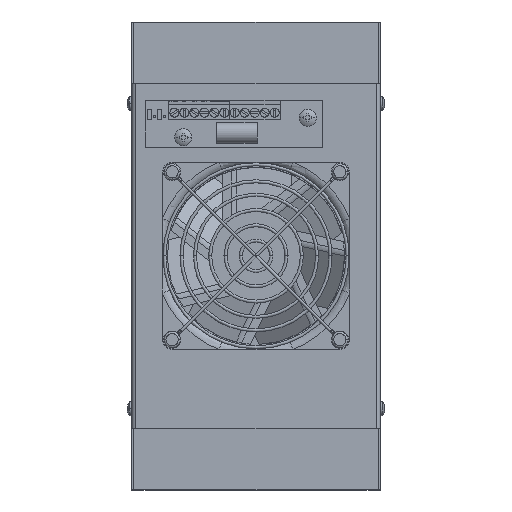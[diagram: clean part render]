
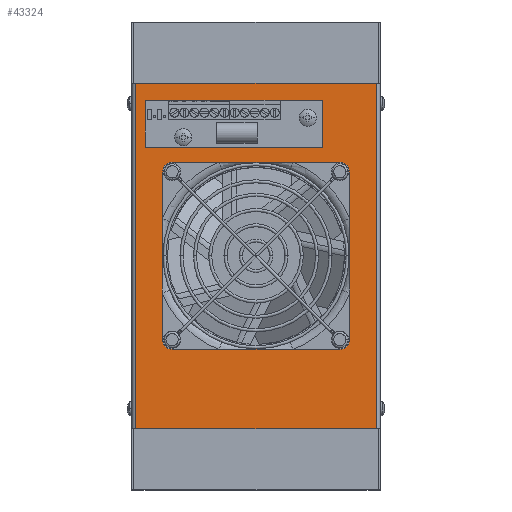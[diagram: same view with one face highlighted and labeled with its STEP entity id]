
A CAD part, top view. The second image highlights one B-rep face of the part: STEP entity #43324.
In plain terms, the highlighted planar face has unit normal (0, 0, 1).
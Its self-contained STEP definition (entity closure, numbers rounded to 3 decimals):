
#731 = EDGE_CURVE ( 'NONE', #11936, #34604, #18167, .T. ) ;
#910 = DIRECTION ( 'NONE',  ( 0., 1., 0. ) ) ;
#1261 = AXIS2_PLACEMENT_3D ( 'NONE', #26645, #48123, #52669 ) ;
#1855 = LINE ( 'NONE', #50803, #39524 ) ;
#2219 = DIRECTION ( 'NONE',  ( -1., 0., 0. ) ) ;
#2511 = EDGE_CURVE ( 'NONE', #43932, #45521, #3518, .T. ) ;
#2566 = DIRECTION ( 'NONE',  ( 1., 0., 0. ) ) ;
#2867 = CARTESIAN_POINT ( 'NONE',  ( -41., -45.999, 57. ) ) ;
#3371 = CARTESIAN_POINT ( 'NONE',  ( -41., 41.001, 57. ) ) ;
#3518 = CIRCLE ( 'NONE', #11065, 5. ) ;
#4162 = CARTESIAN_POINT ( 'NONE',  ( 41., -45.999, 57. ) ) ;
#5815 = VERTEX_POINT ( 'NONE', #25049 ) ;
#6014 = VERTEX_POINT ( 'NONE', #27217 ) ;
#7245 = FACE_OUTER_BOUND ( 'NONE', #36402, .T. ) ;
#7553 = ORIENTED_EDGE ( 'NONE', *, *, #50882, .F. ) ;
#7882 = ORIENTED_EDGE ( 'NONE', *, *, #42067, .F. ) ;
#7910 = VECTOR ( 'NONE', #47090, 1000. ) ;
#9683 = VECTOR ( 'NONE', #34092, 1000. ) ;
#10701 = DIRECTION ( 'NONE',  ( 0., 0., 1. ) ) ;
#11065 = AXIS2_PLACEMENT_3D ( 'NONE', #52977, #10701, #2566 ) ;
#11103 = EDGE_LOOP ( 'NONE', ( #29364, #17004, #7882, #49808, #7553, #13679, #19830, #16805 ) ) ;
#11936 = VERTEX_POINT ( 'NONE', #47567 ) ;
#12222 = ORIENTED_EDGE ( 'NONE', *, *, #12367, .F. ) ;
#12367 = EDGE_CURVE ( 'NONE', #5815, #19828, #1855, .T. ) ;
#13246 = CARTESIAN_POINT ( 'NONE',  ( -59., 85., 57. ) ) ;
#13679 = ORIENTED_EDGE ( 'NONE', *, *, #14044, .F. ) ;
#13967 = CARTESIAN_POINT ( 'NONE',  ( 41., 41.001, 57. ) ) ;
#13985 = CARTESIAN_POINT ( 'NONE',  ( 46., 85., 57. ) ) ;
#14044 = EDGE_CURVE ( 'NONE', #51396, #32583, #43358, .T. ) ;
#15135 = CARTESIAN_POINT ( 'NONE',  ( 60., 85., 57. ) ) ;
#15179 = FACE_BOUND ( 'NONE', #11103, .T. ) ;
#16199 = CARTESIAN_POINT ( 'NONE',  ( 59., -85., 57. ) ) ;
#16589 = CIRCLE ( 'NONE', #1261, 5. ) ;
#16674 = CARTESIAN_POINT ( 'NONE',  ( -59., 85., 57. ) ) ;
#16805 = ORIENTED_EDGE ( 'NONE', *, *, #731, .F. ) ;
#16932 = VECTOR ( 'NONE', #51675, 1000. ) ;
#17004 = ORIENTED_EDGE ( 'NONE', *, *, #2511, .F. ) ;
#17540 = ORIENTED_EDGE ( 'NONE', *, *, #34836, .F. ) ;
#18167 = CIRCLE ( 'NONE', #35800, 5. ) ;
#19828 = VERTEX_POINT ( 'NONE', #20690 ) ;
#19830 = ORIENTED_EDGE ( 'NONE', *, *, #26279, .F. ) ;
#19986 = LINE ( 'NONE', #13985, #21328 ) ;
#20690 = CARTESIAN_POINT ( 'NONE',  ( 59., -85., 57. ) ) ;
#20919 = LINE ( 'NONE', #25617, #9683 ) ;
#21328 = VECTOR ( 'NONE', #910, 1000. ) ;
#21795 = DIRECTION ( 'NONE',  ( 0., -1., 0. ) ) ;
#22618 = VECTOR ( 'NONE', #26023, 1000. ) ;
#23695 = EDGE_CURVE ( 'NONE', #37221, #29645, #53974, .T. ) ;
#23877 = DIRECTION ( 'NONE',  ( 0., 0., 1. ) ) ;
#24427 = LINE ( 'NONE', #51655, #7910 ) ;
#25049 = CARTESIAN_POINT ( 'NONE',  ( 59., 85., 57. ) ) ;
#25589 = VERTEX_POINT ( 'NONE', #2867 ) ;
#25617 = CARTESIAN_POINT ( 'NONE',  ( -46., 85., 57. ) ) ;
#25894 = CARTESIAN_POINT ( 'NONE',  ( -46., 41.001, 57. ) ) ;
#25994 = DIRECTION ( 'NONE',  ( 1., 0., 0. ) ) ;
#26023 = DIRECTION ( 'NONE',  ( -1., 0., 0. ) ) ;
#26212 = CARTESIAN_POINT ( 'NONE',  ( 60., 46.001, 57. ) ) ;
#26279 = EDGE_CURVE ( 'NONE', #34604, #51396, #50394, .T. ) ;
#26475 = CARTESIAN_POINT ( 'NONE',  ( 60., 85., 57. ) ) ;
#26645 = CARTESIAN_POINT ( 'NONE',  ( -41., -40.999, 57. ) ) ;
#27217 = CARTESIAN_POINT ( 'NONE',  ( -46., -40.999, 57. ) ) ;
#27218 = AXIS2_PLACEMENT_3D ( 'NONE', #3371, #23877, #32682 ) ;
#27375 = EDGE_CURVE ( 'NONE', #45521, #11936, #19986, .T. ) ;
#29364 = ORIENTED_EDGE ( 'NONE', *, *, #27375, .F. ) ;
#29453 = VECTOR ( 'NONE', #41708, 1000. ) ;
#29645 = VERTEX_POINT ( 'NONE', #16674 ) ;
#30322 = DIRECTION ( 'NONE',  ( 1., 0., 0. ) ) ;
#32037 = AXIS2_PLACEMENT_3D ( 'NONE', #15135, #48264, #2219 ) ;
#32583 = VERTEX_POINT ( 'NONE', #25894 ) ;
#32682 = DIRECTION ( 'NONE',  ( 1., 0., 0. ) ) ;
#34092 = DIRECTION ( 'NONE',  ( 0., -1., 0. ) ) ;
#34604 = VERTEX_POINT ( 'NONE', #51626 ) ;
#34836 = EDGE_CURVE ( 'NONE', #29645, #5815, #54819, .T. ) ;
#35800 = AXIS2_PLACEMENT_3D ( 'NONE', #13967, #39103, #25994 ) ;
#36160 = PLANE ( 'NONE',  #32037 ) ;
#36402 = EDGE_LOOP ( 'NONE', ( #17540, #49905, #39296, #12222 ) ) ;
#37221 = VERTEX_POINT ( 'NONE', #44605 ) ;
#38498 = CARTESIAN_POINT ( 'NONE',  ( 46., -40.999, 57. ) ) ;
#38986 = VECTOR ( 'NONE', #30322, 1000. ) ;
#39103 = DIRECTION ( 'NONE',  ( 0., 0., 1. ) ) ;
#39296 = ORIENTED_EDGE ( 'NONE', *, *, #50877, .T. ) ;
#39524 = VECTOR ( 'NONE', #21795, 1000. ) ;
#41708 = DIRECTION ( 'NONE',  ( 1., 0., 0. ) ) ;
#41817 = EDGE_CURVE ( 'NONE', #6014, #25589, #16589, .T. ) ;
#42067 = EDGE_CURVE ( 'NONE', #25589, #43932, #24427, .T. ) ;
#42753 = LINE ( 'NONE', #16199, #29453 ) ;
#43324 = ADVANCED_FACE ( 'NONE', ( #7245, #15179 ), #36160, .F. ) ;
#43358 = CIRCLE ( 'NONE', #27218, 5. ) ;
#43932 = VERTEX_POINT ( 'NONE', #4162 ) ;
#44605 = CARTESIAN_POINT ( 'NONE',  ( -59., -85., 57. ) ) ;
#45521 = VERTEX_POINT ( 'NONE', #38498 ) ;
#46790 = CARTESIAN_POINT ( 'NONE',  ( -41., 46.001, 57. ) ) ;
#47090 = DIRECTION ( 'NONE',  ( 1., 0., 0. ) ) ;
#47567 = CARTESIAN_POINT ( 'NONE',  ( 46., 41.001, 57. ) ) ;
#48123 = DIRECTION ( 'NONE',  ( 0., 0., 1. ) ) ;
#48264 = DIRECTION ( 'NONE',  ( 0., 0., -1. ) ) ;
#49808 = ORIENTED_EDGE ( 'NONE', *, *, #41817, .F. ) ;
#49905 = ORIENTED_EDGE ( 'NONE', *, *, #23695, .F. ) ;
#50394 = LINE ( 'NONE', #26212, #22618 ) ;
#50803 = CARTESIAN_POINT ( 'NONE',  ( 59., 85., 57. ) ) ;
#50877 = EDGE_CURVE ( 'NONE', #37221, #19828, #42753, .T. ) ;
#50882 = EDGE_CURVE ( 'NONE', #32583, #6014, #20919, .T. ) ;
#51396 = VERTEX_POINT ( 'NONE', #46790 ) ;
#51626 = CARTESIAN_POINT ( 'NONE',  ( 41., 46.001, 57. ) ) ;
#51655 = CARTESIAN_POINT ( 'NONE',  ( 60., -45.999, 57. ) ) ;
#51675 = DIRECTION ( 'NONE',  ( 0., 1., 0. ) ) ;
#52669 = DIRECTION ( 'NONE',  ( 1., 0., 0. ) ) ;
#52977 = CARTESIAN_POINT ( 'NONE',  ( 41., -40.999, 57. ) ) ;
#53974 = LINE ( 'NONE', #13246, #16932 ) ;
#54819 = LINE ( 'NONE', #26475, #38986 ) ;
